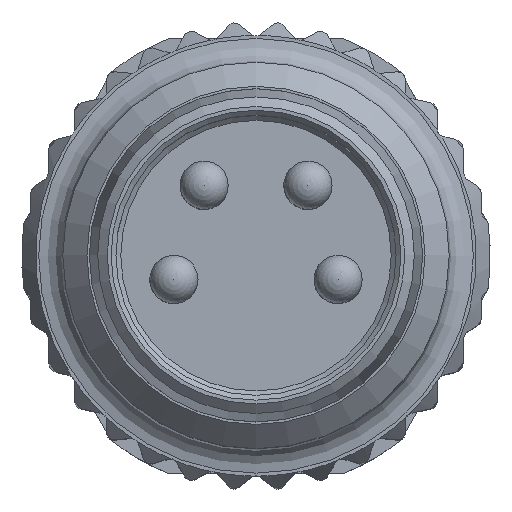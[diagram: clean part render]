
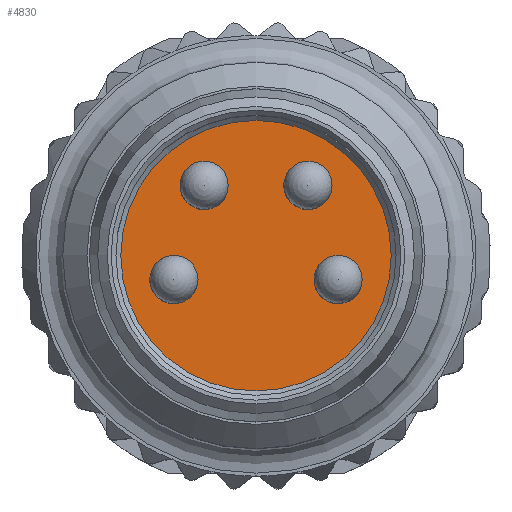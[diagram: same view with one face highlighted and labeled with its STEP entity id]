
A CAD part, top view. The second image highlights one B-rep face of the part: STEP entity #4830.
In plain terms, the highlighted face is planar.
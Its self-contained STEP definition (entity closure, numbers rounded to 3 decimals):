
#1000=FACE_BOUND('',#1605,.T.);
#1001=FACE_BOUND('',#1606,.T.);
#1002=FACE_BOUND('',#1607,.T.);
#1003=FACE_BOUND('',#1608,.T.);
#1282=FACE_OUTER_BOUND('',#1604,.T.);
#1604=EDGE_LOOP('',(#4388));
#1605=EDGE_LOOP('',(#4389));
#1606=EDGE_LOOP('',(#4390));
#1607=EDGE_LOOP('',(#4391));
#1608=EDGE_LOOP('',(#4392));
#1846=CIRCLE('',#5341,0.5);
#1847=CIRCLE('',#5343,0.5);
#1848=CIRCLE('',#5345,0.5);
#1849=CIRCLE('',#5347,0.5);
#1850=CIRCLE('',#5349,2.8);
#2320=VERTEX_POINT('',#9043);
#2321=VERTEX_POINT('',#9046);
#2322=VERTEX_POINT('',#9049);
#2323=VERTEX_POINT('',#9052);
#2324=VERTEX_POINT('',#9055);
#3017=EDGE_CURVE('',#2320,#2320,#1846,.T.);
#3018=EDGE_CURVE('',#2321,#2321,#1847,.T.);
#3019=EDGE_CURVE('',#2322,#2322,#1848,.T.);
#3020=EDGE_CURVE('',#2323,#2323,#1849,.T.);
#3021=EDGE_CURVE('',#2324,#2324,#1850,.T.);
#4388=ORIENTED_EDGE('',*,*,#3021,.T.);
#4389=ORIENTED_EDGE('',*,*,#3018,.T.);
#4390=ORIENTED_EDGE('',*,*,#3017,.T.);
#4391=ORIENTED_EDGE('',*,*,#3020,.T.);
#4392=ORIENTED_EDGE('',*,*,#3019,.T.);
#4563=PLANE('',#5348);
#4830=ADVANCED_FACE('',(#1282,#1000,#1001,#1002,#1003),#4563,.F.);
#5341=AXIS2_PLACEMENT_3D('',#9044,#6638,#6639);
#5343=AXIS2_PLACEMENT_3D('',#9047,#6642,#6643);
#5345=AXIS2_PLACEMENT_3D('',#9050,#6646,#6647);
#5347=AXIS2_PLACEMENT_3D('',#9053,#6650,#6651);
#5348=AXIS2_PLACEMENT_3D('',#9054,#6652,#6653);
#5349=AXIS2_PLACEMENT_3D('',#9056,#6654,#6655);
#6638=DIRECTION('center_axis',(0.,0.,1.));
#6639=DIRECTION('ref_axis',(1.,0.,0.));
#6642=DIRECTION('center_axis',(0.,0.,1.));
#6643=DIRECTION('ref_axis',(1.,0.,0.));
#6646=DIRECTION('center_axis',(0.,0.,1.));
#6647=DIRECTION('ref_axis',(1.,0.,0.));
#6650=DIRECTION('center_axis',(0.,0.,1.));
#6651=DIRECTION('ref_axis',(1.,0.,0.));
#6652=DIRECTION('center_axis',(0.,0.,1.));
#6653=DIRECTION('ref_axis',(0.,-1.,0.));
#6654=DIRECTION('center_axis',(0.,0.,-1.));
#6655=DIRECTION('ref_axis',(0.,1.,0.));
#9043=CARTESIAN_POINT('',(11.95,0.5,-4.75));
#9044=CARTESIAN_POINT('Origin',(11.45,0.5,-4.75));
#9046=CARTESIAN_POINT('',(9.175,-1.45,-4.75));
#9047=CARTESIAN_POINT('Origin',(8.675,-1.45,-4.75));
#9049=CARTESIAN_POINT('',(8.55,0.5,-4.75));
#9050=CARTESIAN_POINT('Origin',(8.05,0.5,-4.75));
#9052=CARTESIAN_POINT('',(11.325,-1.45,-4.75));
#9053=CARTESIAN_POINT('Origin',(10.825,-1.45,-4.75));
#9054=CARTESIAN_POINT('Origin',(9.75,0.,
-4.75));
#9055=CARTESIAN_POINT('',(9.75,2.8,-4.75));
#9056=CARTESIAN_POINT('Origin',(9.75,0.,
-4.75));
